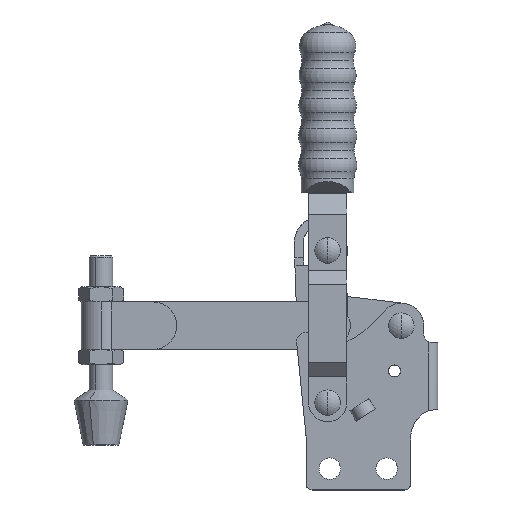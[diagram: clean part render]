
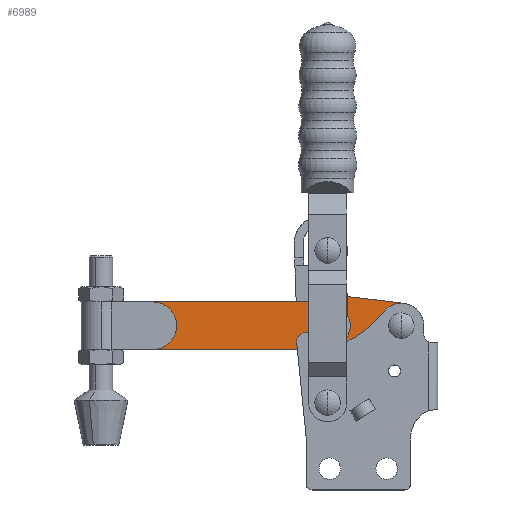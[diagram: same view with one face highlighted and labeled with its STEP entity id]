
A CAD part, top view. The second image highlights one B-rep face of the part: STEP entity #6989.
In plain terms, the highlighted planar face has unit normal (0, 0, 1).
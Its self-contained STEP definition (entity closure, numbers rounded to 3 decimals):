
#102 = VERTEX_POINT ( 'NONE', #3568 ) ;
#215 = CARTESIAN_POINT ( 'NONE',  ( -103.4, 42.8, 3. ) ) ;
#249 = VERTEX_POINT ( 'NONE', #5553 ) ;
#273 = AXIS2_PLACEMENT_3D ( 'NONE', #2186, #8610, #3115 ) ;
#469 = VECTOR ( 'NONE', #11977, 1000. ) ;
#559 = CARTESIAN_POINT ( 'NONE',  ( -42.19, 47.8, 3. ) ) ;
#654 = ORIENTED_EDGE ( 'NONE', *, *, #7021, .T. ) ;
#891 = VECTOR ( 'NONE', #5573, 1000. ) ;
#1221 = CIRCLE ( 'NONE', #6860, 2. ) ;
#1299 = VECTOR ( 'NONE', #7889, 1000. ) ;
#1433 = VERTEX_POINT ( 'NONE', #3566 ) ;
#1459 = AXIS2_PLACEMENT_3D ( 'NONE', #9741, #4225, #10664 ) ;
#1492 = CARTESIAN_POINT ( 'NONE',  ( -33.6, 39.8, 3. ) ) ;
#1518 = AXIS2_PLACEMENT_3D ( 'NONE', #5142, #11592, #6064 ) ;
#1527 = VERTEX_POINT ( 'NONE', #215 ) ;
#1647 = EDGE_CURVE ( 'NONE', #7023, #1433, #7799, .T. ) ;
#1675 = CARTESIAN_POINT ( 'NONE',  ( -98.4, 31.8, 3. ) ) ;
#1889 = FACE_OUTER_BOUND ( 'NONE', #6357, .T. ) ;
#1893 = ORIENTED_EDGE ( 'NONE', *, *, #1647, .T. ) ;
#2031 = CARTESIAN_POINT ( 'NONE',  ( -35.685, 29.356, 3. ) ) ;
#2086 = VECTOR ( 'NONE', #4396, 1000. ) ;
#2109 = DIRECTION ( 'NONE',  ( 0., 0., 1. ) ) ;
#2186 = CARTESIAN_POINT ( 'NONE',  ( -98.4, 36.8, 3. ) ) ;
#2329 = CIRCLE ( 'NONE', #273, 5. ) ;
#2458 = CARTESIAN_POINT ( 'NONE',  ( -35.6, 39.8, 3. ) ) ;
#2577 = ORIENTED_EDGE ( 'NONE', *, *, #9751, .T. ) ;
#2587 = CARTESIAN_POINT ( 'NONE',  ( -12.2, 39.8, 3. ) ) ;
#2769 = CARTESIAN_POINT ( 'NONE',  ( -35.6, 39.8, 3. ) ) ;
#2867 = CARTESIAN_POINT ( 'NONE',  ( -12.2, 39.8, 3. ) ) ;
#2986 = EDGE_CURVE ( 'NONE', #11375, #102, #9153, .T. ) ;
#2990 = EDGE_CURVE ( 'NONE', #102, #7107, #6708, .T. ) ;
#2994 = EDGE_CURVE ( 'NONE', #249, #11006, #6435, .T. ) ;
#3040 = EDGE_CURVE ( 'NONE', #1433, #1527, #6149, .T. ) ;
#3081 = VERTEX_POINT ( 'NONE', #9433 ) ;
#3115 = DIRECTION ( 'NONE',  ( 1., 0., 0. ) ) ;
#3239 = ORIENTED_EDGE ( 'NONE', *, *, #5172, .T. ) ;
#3317 = AXIS2_PLACEMENT_3D ( 'NONE', #8776, #11601, #6067 ) ;
#3397 = DIRECTION ( 'NONE',  ( 1., 0., 0. ) ) ;
#3497 = DIRECTION ( 'NONE',  ( 1., 0., 0. ) ) ;
#3566 = CARTESIAN_POINT ( 'NONE',  ( -98.4, 47.8, 3. ) ) ;
#3568 = CARTESIAN_POINT ( 'NONE',  ( -11.285, 32.356, 3. ) ) ;
#3630 = CIRCLE ( 'NONE', #7779, 7.5 ) ;
#3660 = LINE ( 'NONE', #5611, #891 ) ;
#3704 = DIRECTION ( 'NONE',  ( 1., 0., 0. ) ) ;
#3781 = EDGE_CURVE ( 'NONE', #11006, #249, #9857, .T. ) ;
#3790 = EDGE_LOOP ( 'NONE', ( #3239, #7976 ) ) ;
#3800 = DIRECTION ( 'NONE',  ( 1., 0., 0. ) ) ;
#3842 = DIRECTION ( 'NONE',  ( 0., 0., 1. ) ) ;
#3858 = CARTESIAN_POINT ( 'NONE',  ( -98.4, 31.8, 3. ) ) ;
#3965 = ORIENTED_EDGE ( 'NONE', *, *, #2990, .T. ) ;
#4054 = LINE ( 'NONE', #7028, #1299 ) ;
#4225 = DIRECTION ( 'NONE',  ( 0., 0., 1. ) ) ;
#4396 = DIRECTION ( 'NONE',  ( 0.993, 0.122, 0. ) ) ;
#4484 = CIRCLE ( 'NONE', #1459, 7.5 ) ;
#4716 = ORIENTED_EDGE ( 'NONE', *, *, #11633, .T. ) ;
#4920 = AXIS2_PLACEMENT_3D ( 'NONE', #2587, #9003, #3497 ) ;
#5142 = CARTESIAN_POINT ( 'NONE',  ( -12.2, 39.8, 3. ) ) ;
#5172 = EDGE_CURVE ( 'NONE', #3081, #9923, #1221, .T. ) ;
#5343 = CIRCLE ( 'NONE', #5894, 2. ) ;
#5358 = ORIENTED_EDGE ( 'NONE', *, *, #6260, .T. ) ;
#5553 = CARTESIAN_POINT ( 'NONE',  ( -10.2, 39.8, 3. ) ) ;
#5573 = DIRECTION ( 'NONE',  ( -0.993, 0.122, 0. ) ) ;
#5611 = CARTESIAN_POINT ( 'NONE',  ( -35.685, 50.244, 3. ) ) ;
#5890 = CARTESIAN_POINT ( 'NONE',  ( -14.2, 39.8, 3. ) ) ;
#5894 = AXIS2_PLACEMENT_3D ( 'NONE', #2769, #9201, #3704 ) ;
#5902 = ORIENTED_EDGE ( 'NONE', *, *, #2986, .T. ) ;
#6064 = DIRECTION ( 'NONE',  ( 1., 0., 0. ) ) ;
#6067 = DIRECTION ( 'NONE',  ( 1., 0., 0. ) ) ;
#6135 = VERTEX_POINT ( 'NONE', #1675 ) ;
#6149 = CIRCLE ( 'NONE', #8598, 5. ) ;
#6260 = EDGE_CURVE ( 'NONE', #7107, #9672, #3660, .T. ) ;
#6294 = ORIENTED_EDGE ( 'NONE', *, *, #3040, .T. ) ;
#6357 = EDGE_LOOP ( 'NONE', ( #3965, #5358, #4716, #1893, #6294, #654, #2577, #8064, #8549, #5902 ) ) ;
#6435 = CIRCLE ( 'NONE', #6765, 2. ) ;
#6514 = FACE_BOUND ( 'NONE', #10707, .T. ) ;
#6708 = CIRCLE ( 'NONE', #4920, 7.5 ) ;
#6765 = AXIS2_PLACEMENT_3D ( 'NONE', #2867, #9315, #3800 ) ;
#6848 = ORIENTED_EDGE ( 'NONE', *, *, #2994, .T. ) ;
#6860 = AXIS2_PLACEMENT_3D ( 'NONE', #2458, #8880, #3397 ) ;
#6915 = VECTOR ( 'NONE', #9370, 1000. ) ;
#6955 = PLANE ( 'NONE',  #3317 ) ;
#6989 = ADVANCED_FACE ( 'NONE', ( #1889, #6514, #9241 ), #6955, .T. ) ;
#7021 = EDGE_CURVE ( 'NONE', #1527, #8103, #4054, .T. ) ;
#7023 = VERTEX_POINT ( 'NONE', #559 ) ;
#7028 = CARTESIAN_POINT ( 'NONE',  ( -103.4, 42.8, 3. ) ) ;
#7107 = VERTEX_POINT ( 'NONE', #10865 ) ;
#7335 = CARTESIAN_POINT ( 'NONE',  ( -35.685, 50.244, 3. ) ) ;
#7610 = CARTESIAN_POINT ( 'NONE',  ( -36.6, 36.8, 3. ) ) ;
#7779 = AXIS2_PLACEMENT_3D ( 'NONE', #7610, #2109, #8558 ) ;
#7799 = LINE ( 'NONE', #8319, #469 ) ;
#7889 = DIRECTION ( 'NONE',  ( 0., -1., 0. ) ) ;
#7976 = ORIENTED_EDGE ( 'NONE', *, *, #8534, .T. ) ;
#8064 = ORIENTED_EDGE ( 'NONE', *, *, #8643, .T. ) ;
#8103 = VERTEX_POINT ( 'NONE', #10232 ) ;
#8201 = EDGE_CURVE ( 'NONE', #10731, #11375, #3630, .T. ) ;
#8319 = CARTESIAN_POINT ( 'NONE',  ( -98.4, 47.8, 3. ) ) ;
#8534 = EDGE_CURVE ( 'NONE', #9923, #3081, #5343, .T. ) ;
#8549 = ORIENTED_EDGE ( 'NONE', *, *, #8201, .T. ) ;
#8558 = DIRECTION ( 'NONE',  ( 1., 0., 0. ) ) ;
#8598 = AXIS2_PLACEMENT_3D ( 'NONE', #9349, #3842, #10272 ) ;
#8610 = DIRECTION ( 'NONE',  ( 0., 0., 1. ) ) ;
#8643 = EDGE_CURVE ( 'NONE', #6135, #10731, #9371, .T. ) ;
#8776 = CARTESIAN_POINT ( 'NONE',  ( -12.2, 39.8, 3. ) ) ;
#8880 = DIRECTION ( 'NONE',  ( 0., 0., -1. ) ) ;
#8966 = ORIENTED_EDGE ( 'NONE', *, *, #3781, .T. ) ;
#9003 = DIRECTION ( 'NONE',  ( 0., 0., 1. ) ) ;
#9153 = LINE ( 'NONE', #10836, #2086 ) ;
#9201 = DIRECTION ( 'NONE',  ( 0., 0., -1. ) ) ;
#9241 = FACE_BOUND ( 'NONE', #3790, .T. ) ;
#9315 = DIRECTION ( 'NONE',  ( 0., 0., -1. ) ) ;
#9349 = CARTESIAN_POINT ( 'NONE',  ( -98.4, 42.8, 3. ) ) ;
#9370 = DIRECTION ( 'NONE',  ( 1., 0., 0. ) ) ;
#9371 = LINE ( 'NONE', #3858, #6915 ) ;
#9433 = CARTESIAN_POINT ( 'NONE',  ( -37.6, 39.8, 3. ) ) ;
#9672 = VERTEX_POINT ( 'NONE', #7335 ) ;
#9741 = CARTESIAN_POINT ( 'NONE',  ( -36.6, 42.8, 3. ) ) ;
#9751 = EDGE_CURVE ( 'NONE', #8103, #6135, #2329, .T. ) ;
#9857 = CIRCLE ( 'NONE', #1518, 2. ) ;
#9923 = VERTEX_POINT ( 'NONE', #1492 ) ;
#10232 = CARTESIAN_POINT ( 'NONE',  ( -103.4, 36.8, 3. ) ) ;
#10272 = DIRECTION ( 'NONE',  ( 1., 0., 0. ) ) ;
#10664 = DIRECTION ( 'NONE',  ( 1., 0., 0. ) ) ;
#10707 = EDGE_LOOP ( 'NONE', ( #8966, #6848 ) ) ;
#10731 = VERTEX_POINT ( 'NONE', #11933 ) ;
#10836 = CARTESIAN_POINT ( 'NONE',  ( -35.685, 29.356, 3. ) ) ;
#10865 = CARTESIAN_POINT ( 'NONE',  ( -11.285, 47.244, 3. ) ) ;
#11006 = VERTEX_POINT ( 'NONE', #5890 ) ;
#11375 = VERTEX_POINT ( 'NONE', #2031 ) ;
#11592 = DIRECTION ( 'NONE',  ( 0., 0., -1. ) ) ;
#11601 = DIRECTION ( 'NONE',  ( 0., 0., 1. ) ) ;
#11633 = EDGE_CURVE ( 'NONE', #9672, #7023, #4484, .T. ) ;
#11933 = CARTESIAN_POINT ( 'NONE',  ( -42.19, 31.8, 3. ) ) ;
#11977 = DIRECTION ( 'NONE',  ( -1., 0., 0. ) ) ;
